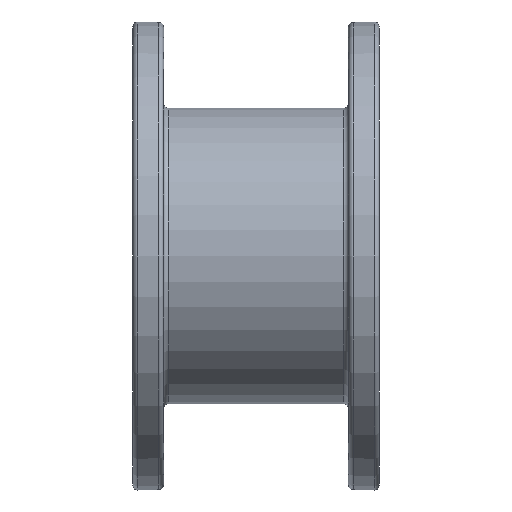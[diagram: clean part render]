
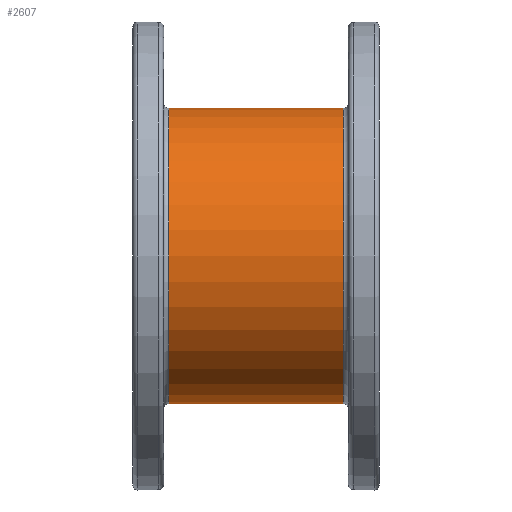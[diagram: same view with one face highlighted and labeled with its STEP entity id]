
A CAD part, left-side view. The second image highlights one B-rep face of the part: STEP entity #2607.
In plain terms, the highlighted cylindrical face has radius 7.62 mm (diameter 15.24 mm), a partial arc.
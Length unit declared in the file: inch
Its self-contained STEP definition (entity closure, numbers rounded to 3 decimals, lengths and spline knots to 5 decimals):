
#44 = AXIS2_PLACEMENT_3D ( 'NONE', #2598, #1566, #2423 ) ;
#110 = EDGE_CURVE ( 'NONE', #1202, #2463, #313, .T. ) ;
#187 = DIRECTION ( 'NONE',  ( 0., 1., 0. ) ) ;
#271 = EDGE_CURVE ( 'NONE', #2463, #819, #272, .T. ) ;
#272 = CIRCLE ( 'NONE', #745, 0.3 ) ;
#313 = LINE ( 'NONE', #1958, #1666 ) ;
#325 = FACE_OUTER_BOUND ( 'NONE', #679, .T. ) ;
#326 = ORIENTED_EDGE ( 'NONE', *, *, #1163, .T. ) ;
#336 = ORIENTED_EDGE ( 'NONE', *, *, #2609, .F. ) ;
#552 = CARTESIAN_POINT ( 'NONE',  ( -0.19, 0., 0.3 ) ) ;
#679 = EDGE_LOOP ( 'NONE', ( #336, #326, #1139, #2175 ) ) ;
#691 = CARTESIAN_POINT ( 'NONE',  ( -0.19, 0.0725, -0.3 ) ) ;
#745 = AXIS2_PLACEMENT_3D ( 'NONE', #1044, #187, #2237 ) ;
#819 = VERTEX_POINT ( 'NONE', #1753 ) ;
#936 = LINE ( 'NONE', #552, #1076 ) ;
#973 = CARTESIAN_POINT ( 'NONE',  ( -0.19, 0.4275, 0.3 ) ) ;
#1044 = CARTESIAN_POINT ( 'NONE',  ( -0.19, 0.0725, 0. ) ) ;
#1076 = VECTOR ( 'NONE', #1765, 39.37008 ) ;
#1139 = ORIENTED_EDGE ( 'NONE', *, *, #110, .T. ) ;
#1163 = EDGE_CURVE ( 'NONE', #2099, #1202, #2008, .T. ) ;
#1202 = VERTEX_POINT ( 'NONE', #1462 ) ;
#1462 = CARTESIAN_POINT ( 'NONE',  ( -0.19, 0.4275, -0.3 ) ) ;
#1489 = CARTESIAN_POINT ( 'NONE',  ( -0.19, 0.4275, 0. ) ) ;
#1508 = DIRECTION ( 'NONE',  ( 0., -1., 0. ) ) ;
#1566 = DIRECTION ( 'NONE',  ( 0., -1., 0. ) ) ;
#1584 = DIRECTION ( 'NONE',  ( 0., -1., 0. ) ) ;
#1596 = CYLINDRICAL_SURFACE ( 'NONE', #44, 0.3 ) ;
#1666 = VECTOR ( 'NONE', #1584, 39.37008 ) ;
#1753 = CARTESIAN_POINT ( 'NONE',  ( -0.19, 0.0725, 0.3 ) ) ;
#1765 = DIRECTION ( 'NONE',  ( 0., -1., 0. ) ) ;
#1958 = CARTESIAN_POINT ( 'NONE',  ( -0.19, 0., -0.3 ) ) ;
#2008 = CIRCLE ( 'NONE', #2480, 0.3 ) ;
#2099 = VERTEX_POINT ( 'NONE', #973 ) ;
#2175 = ORIENTED_EDGE ( 'NONE', *, *, #271, .T. ) ;
#2237 = DIRECTION ( 'NONE',  ( 0., 0., -1. ) ) ;
#2334 = DIRECTION ( 'NONE',  ( 0., 0., 1. ) ) ;
#2423 = DIRECTION ( 'NONE',  ( 0., 0., -1. ) ) ;
#2463 = VERTEX_POINT ( 'NONE', #691 ) ;
#2480 = AXIS2_PLACEMENT_3D ( 'NONE', #1489, #1508, #2334 ) ;
#2598 = CARTESIAN_POINT ( 'NONE',  ( -0.19, 0., 0. ) ) ;
#2607 = ADVANCED_FACE ( 'NONE', ( #325 ), #1596, .T. ) ;
#2609 = EDGE_CURVE ( 'NONE', #2099, #819, #936, .T. ) ;
